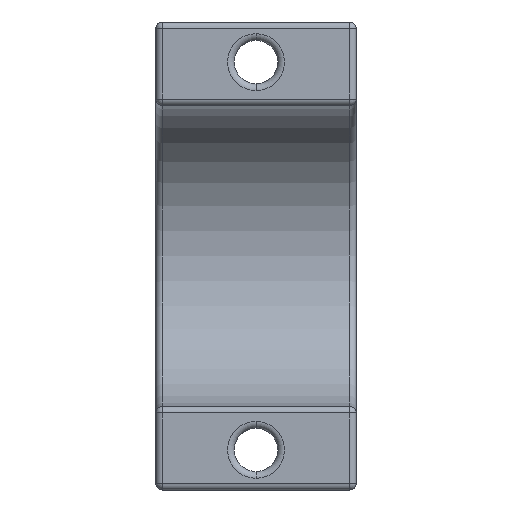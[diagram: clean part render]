
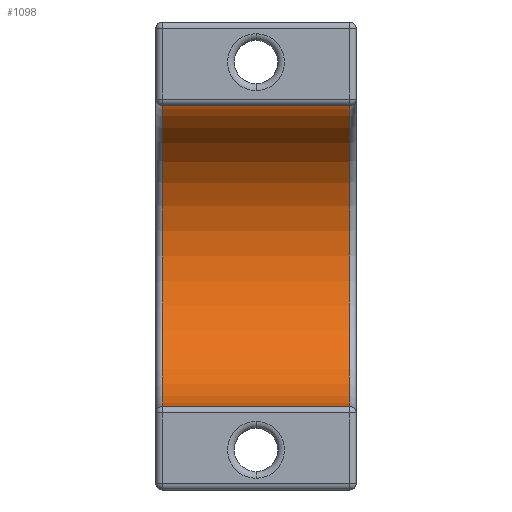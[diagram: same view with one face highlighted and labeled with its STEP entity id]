
A CAD part, front view. The second image highlights one B-rep face of the part: STEP entity #1098.
In plain terms, the highlighted cylindrical face has radius 22.5 mm (diameter 45 mm), a partial arc.
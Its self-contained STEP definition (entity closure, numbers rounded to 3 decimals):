
#92 = CARTESIAN_POINT ( 'NONE',  ( 14., -120.4, 0. ) ) ;
#205 = EDGE_LOOP ( 'NONE', ( #3489, #2298, #549, #726 ) ) ;
#310 = AXIS2_PLACEMENT_3D ( 'NONE', #1394, #3022, #2094 ) ;
#332 = CARTESIAN_POINT ( 'NONE',  ( 14., -119.443, 22.48 ) ) ;
#342 = EDGE_CURVE ( 'NONE', #2949, #1375, #3947, .T. ) ;
#395 = CARTESIAN_POINT ( 'NONE',  ( -14., -120.4, 0. ) ) ;
#549 = ORIENTED_EDGE ( 'NONE', *, *, #2739, .T. ) ;
#726 = ORIENTED_EDGE ( 'NONE', *, *, #3434, .T. ) ;
#1098 = ADVANCED_FACE ( 'NONE', ( #2610 ), #1691, .F. ) ;
#1110 = LINE ( 'NONE', #2111, #2596 ) ;
#1375 = VERTEX_POINT ( 'NONE', #3582 ) ;
#1394 = CARTESIAN_POINT ( 'NONE',  ( 15., -120.4, 0. ) ) ;
#1691 = CYLINDRICAL_SURFACE ( 'NONE', #310, 22.5 ) ;
#1702 = DIRECTION ( 'NONE',  ( -1., 0., 0. ) ) ;
#1727 = DIRECTION ( 'NONE',  ( -1., 0., 0. ) ) ;
#1751 = VERTEX_POINT ( 'NONE', #332 ) ;
#1953 = CARTESIAN_POINT ( 'NONE',  ( -14., -119.443, 22.48 ) ) ;
#1968 = CARTESIAN_POINT ( 'NONE',  ( -14., -119.443, -22.48 ) ) ;
#2094 = DIRECTION ( 'NONE',  ( 0., 0., 1. ) ) ;
#2111 = CARTESIAN_POINT ( 'NONE',  ( 15., -119.443, 22.48 ) ) ;
#2153 = VERTEX_POINT ( 'NONE', #1953 ) ;
#2298 = ORIENTED_EDGE ( 'NONE', *, *, #3059, .T. ) ;
#2388 = DIRECTION ( 'NONE',  ( 1., 0., 0. ) ) ;
#2596 = VECTOR ( 'NONE', #1727, 1000. ) ;
#2610 = FACE_OUTER_BOUND ( 'NONE', #205, .T. ) ;
#2739 = EDGE_CURVE ( 'NONE', #1751, #2153, #1110, .T. ) ;
#2949 = VERTEX_POINT ( 'NONE', #1968 ) ;
#3002 = DIRECTION ( 'NONE',  ( 1., 0., 0. ) ) ;
#3022 = DIRECTION ( 'NONE',  ( -1., 0., 0. ) ) ;
#3059 = EDGE_CURVE ( 'NONE', #1375, #1751, #4066, .T. ) ;
#3126 = AXIS2_PLACEMENT_3D ( 'NONE', #92, #3002, #3277 ) ;
#3273 = DIRECTION ( 'NONE',  ( 0., 0., -1. ) ) ;
#3277 = DIRECTION ( 'NONE',  ( 0., 0., -1. ) ) ;
#3333 = CIRCLE ( 'NONE', #4070, 22.5 ) ;
#3434 = EDGE_CURVE ( 'NONE', #2153, #2949, #3333, .T. ) ;
#3489 = ORIENTED_EDGE ( 'NONE', *, *, #342, .T. ) ;
#3582 = CARTESIAN_POINT ( 'NONE',  ( 14., -119.443, -22.48 ) ) ;
#3583 = VECTOR ( 'NONE', #2388, 1000. ) ;
#3947 = LINE ( 'NONE', #3979, #3583 ) ;
#3979 = CARTESIAN_POINT ( 'NONE',  ( 15., -119.443, -22.48 ) ) ;
#4066 = CIRCLE ( 'NONE', #3126, 22.5 ) ;
#4070 = AXIS2_PLACEMENT_3D ( 'NONE', #395, #1702, #3273 ) ;
